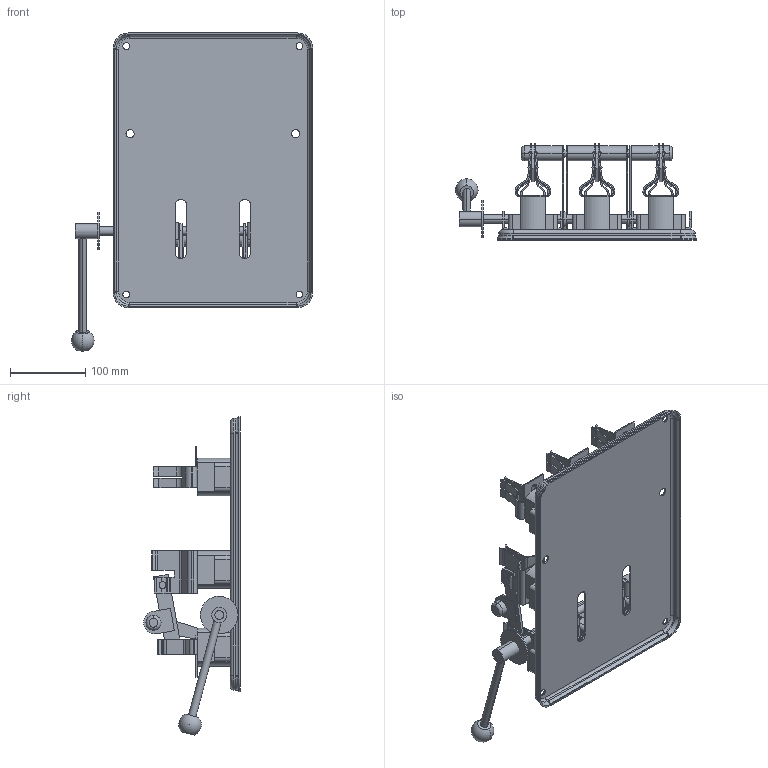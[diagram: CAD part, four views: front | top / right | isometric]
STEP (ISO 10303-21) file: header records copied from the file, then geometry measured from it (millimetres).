
FILE_DESCRIPTION (( 'STEP AP203' ), '1' );
FILE_NAME ('Ðàçúåäèíèòåëü ÐÏÁ-2 250À ëåâûé ïðèâîä, áåç ÏÏÍ (rpb-250l).STEP', '2018-09-04T06:55:25', ( '' ), ( '' ), 'SwSTEP 2.0', 'SolidWorks 2017', '' );
FILE_SCHEMA (( 'CONFIG_CONTROL_DESIGN' ));
Length unit declared in the file: millimetre
Products named in the file (1): Ðàçúåäèíèòåëü ÐÏÁ-2 250À ëåâûé ïðèâîä, áåç ÏÏÍ (rpb-250l)
Bounding box: 320.45 x 128.45 x 422.7 mm (x, y, z)
Volume: 1303867.8 mm3; surface area: 486417 mm2
Topology: 30 solids, 30 shells, 1670 faces, 3959 edges, 2359 vertices
Faces by surface type: plane 1073, cylinder 559, bspline 24, torus 12, sphere 2
Entity records: 48306 total; most frequent: CARTESIAN_POINT 9647, DIRECTION 8155, ORIENTED_EDGE 7908, EDGE_CURVE 3954, AXIS2_PLACEMENT_3D 2722, LINE 2711, VECTOR 2711, VERTEX_POINT 2356
